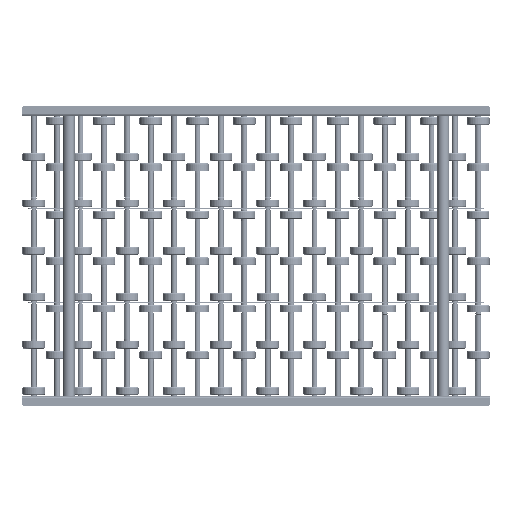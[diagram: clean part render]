
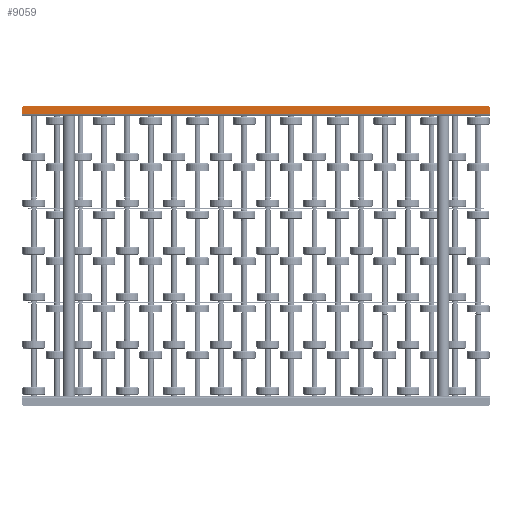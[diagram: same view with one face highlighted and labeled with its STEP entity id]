
A CAD part, front view. The second image highlights one B-rep face of the part: STEP entity #9059.
In plain terms, the highlighted planar face has unit normal (0, -1, 0).
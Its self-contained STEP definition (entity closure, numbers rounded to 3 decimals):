
#215 = CIRCLE ( 'NONE', #7057, 4. ) ;
#774 = ORIENTED_EDGE ( 'NONE', *, *, #19816, .F. ) ;
#958 = CIRCLE ( 'NONE', #14259, 4. ) ;
#959 = CARTESIAN_POINT ( 'NONE',  ( 1000., -70., 16. ) ) ;
#1132 = LINE ( 'NONE', #22956, #5818 ) ;
#1249 = DIRECTION ( 'NONE',  ( 0., 0., -1. ) ) ;
#2215 = VERTEX_POINT ( 'NONE', #22902 ) ;
#2994 = CARTESIAN_POINT ( 'NONE',  ( 0., -70., 4. ) ) ;
#3750 = VECTOR ( 'NONE', #5122, 1000. ) ;
#4624 = ORIENTED_EDGE ( 'NONE', *, *, #13429, .T. ) ;
#4931 = DIRECTION ( 'NONE',  ( 0., -1., 0. ) ) ;
#5122 = DIRECTION ( 'NONE',  ( 1., 0., 0. ) ) ;
#5238 = DIRECTION ( 'NONE',  ( 0., 0., 1. ) ) ;
#5387 = DIRECTION ( 'NONE',  ( 0., -1., 0. ) ) ;
#5581 = VERTEX_POINT ( 'NONE', #959 ) ;
#5818 = VECTOR ( 'NONE', #1249, 1000. ) ;
#6168 = EDGE_CURVE ( 'NONE', #5581, #16079, #1132, .T. ) ;
#6803 = EDGE_CURVE ( 'NONE', #16642, #2215, #14273, .T. ) ;
#7057 = AXIS2_PLACEMENT_3D ( 'NONE', #20896, #15277, #18878 ) ;
#8486 = PLANE ( 'NONE',  #21531 ) ;
#9059 = ADVANCED_FACE ( 'NONE', ( #22928 ), #8486, .T. ) ;
#9285 = EDGE_CURVE ( 'NONE', #13853, #2215, #958, .T. ) ;
#10693 = ORIENTED_EDGE ( 'NONE', *, *, #9285, .T. ) ;
#10695 = LINE ( 'NONE', #15722, #3750 ) ;
#12045 = DIRECTION ( 'NONE',  ( 0., 0., -1. ) ) ;
#12751 = CARTESIAN_POINT ( 'NONE',  ( 0., -70., 4. ) ) ;
#13429 = EDGE_CURVE ( 'NONE', #16642, #16079, #14375, .T. ) ;
#13816 = VECTOR ( 'NONE', #5238, 1000. ) ;
#13853 = VERTEX_POINT ( 'NONE', #15918 ) ;
#14065 = CARTESIAN_POINT ( 'NONE',  ( 0., -70., 0. ) ) ;
#14259 = AXIS2_PLACEMENT_3D ( 'NONE', #20169, #5387, #18154 ) ;
#14273 = LINE ( 'NONE', #17422, #13816 ) ;
#14375 = LINE ( 'NONE', #12751, #21087 ) ;
#15277 = DIRECTION ( 'NONE',  ( 0., -1., 0. ) ) ;
#15722 = CARTESIAN_POINT ( 'NONE',  ( 1000., -70., 20. ) ) ;
#15918 = CARTESIAN_POINT ( 'NONE',  ( 4., -70., 20. ) ) ;
#16079 = VERTEX_POINT ( 'NONE', #16889 ) ;
#16642 = VERTEX_POINT ( 'NONE', #2994 ) ;
#16889 = CARTESIAN_POINT ( 'NONE',  ( 1000., -70., 4. ) ) ;
#17324 = ORIENTED_EDGE ( 'NONE', *, *, #21206, .T. ) ;
#17422 = CARTESIAN_POINT ( 'NONE',  ( 0., -70., 20. ) ) ;
#17711 = CARTESIAN_POINT ( 'NONE',  ( 996., -70., 20. ) ) ;
#18154 = DIRECTION ( 'NONE',  ( 0., 0., -1. ) ) ;
#18878 = DIRECTION ( 'NONE',  ( 0., 0., -1. ) ) ;
#19682 = EDGE_LOOP ( 'NONE', ( #22242, #17324, #774, #10693, #21620, #4624 ) ) ;
#19816 = EDGE_CURVE ( 'NONE', #13853, #21542, #10695, .T. ) ;
#20169 = CARTESIAN_POINT ( 'NONE',  ( 4., -70., 16. ) ) ;
#20896 = CARTESIAN_POINT ( 'NONE',  ( 996., -70., 16. ) ) ;
#21087 = VECTOR ( 'NONE', #21677, 1000. ) ;
#21206 = EDGE_CURVE ( 'NONE', #5581, #21542, #215, .T. ) ;
#21531 = AXIS2_PLACEMENT_3D ( 'NONE', #14065, #4931, #12045 ) ;
#21542 = VERTEX_POINT ( 'NONE', #17711 ) ;
#21620 = ORIENTED_EDGE ( 'NONE', *, *, #6803, .F. ) ;
#21677 = DIRECTION ( 'NONE',  ( 1., 0., 0. ) ) ;
#22242 = ORIENTED_EDGE ( 'NONE', *, *, #6168, .F. ) ;
#22902 = CARTESIAN_POINT ( 'NONE',  ( 0., -70., 16. ) ) ;
#22928 = FACE_OUTER_BOUND ( 'NONE', #19682, .T. ) ;
#22956 = CARTESIAN_POINT ( 'NONE',  ( 1000., -70., 2. ) ) ;
